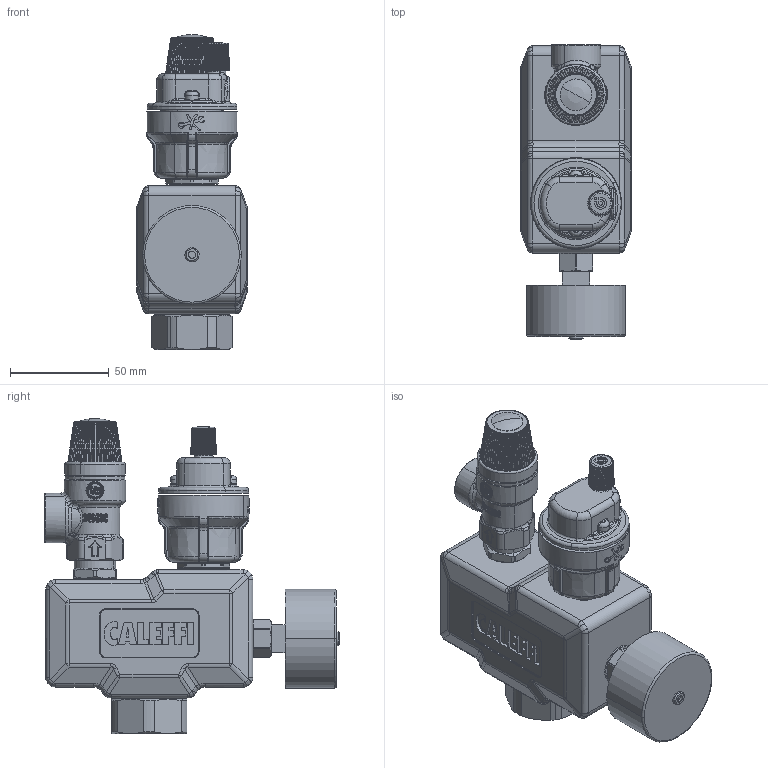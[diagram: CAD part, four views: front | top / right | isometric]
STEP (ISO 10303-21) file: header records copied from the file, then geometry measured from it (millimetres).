
FILE_DESCRIPTION(('CATIA V5 STEP Exchange','CAx-IF Rec.Pracs.--- Model Styling and Organization---1.4--- 2014-01-23','CAx-IF Rec.Pracs.---3D Tessellated Data Validation Properties---0.5---2014-09-14'),'2;1');
FILE_NAME('STEP_305673_-_TST.stp','2022-03-11T16:00:44+00:00',('none'),('none'),'CATIA Version 5-6 Release 2019 SP3','CATIA V5 STEP AP242 v1','none');
FILE_SCHEMA(('AP242_MANAGED_MODEL_BASED_3D_ENGINEERING_MIM_LF {1 0 10303 442 1 1 4}'));
Products named in the file (1): 305673 - TST
Bounding box: 56 x 149.3 x 159.6 mm (x, y, z)
Volume: 533443.6 mm3; surface area: 68468.4 mm2
Topology: 4 solids, 4 shells, 2659 faces, 6587 edges, 3796 vertices
Faces by surface type: bspline 1239, cylinder 474, plane 467, torus 205, sphere 160, cone 70, extrusion 44
Entity records: 139759 total; most frequent: CARTESIAN_POINT 90654, ORIENTED_EDGE 12782, EDGE_CURVE 6391, DIRECTION 4692, B_SPLINE_CURVE_WITH_KNOTS 3953, VERTEX_POINT 3796, EDGE_LOOP 2715, ADVANCED_FACE 2659
